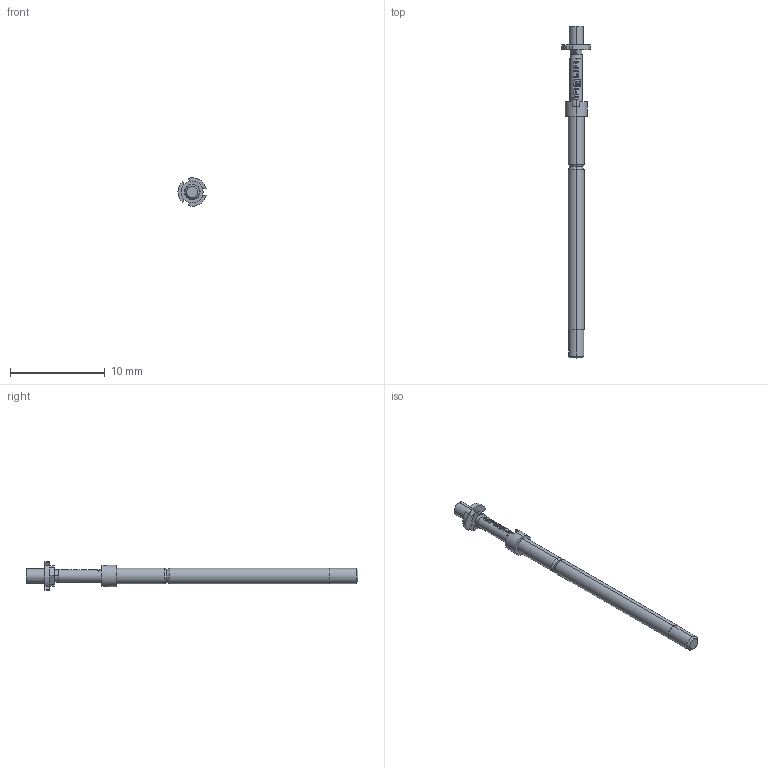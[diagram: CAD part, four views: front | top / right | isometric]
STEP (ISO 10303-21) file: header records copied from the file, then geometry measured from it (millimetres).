
FILE_DESCRIPTION (( 'STEP AP203' ), '1' );
FILE_NAME ('INGUN_T-912_302_150_200_300Axx02M.STEP', '2023-08-31T11:49:03', ( '' ), ( '' ), 'SwSTEP 2.0', 'SolidWorks 2021', '' );
FILE_SCHEMA (( 'CONFIG_CONTROL_DESIGN' ));
Length unit declared in the file: millimetre
Products named in the file (1): INGUN_T-912_302_150_200_300Axx02M
Bounding box: 2.96 x 35 x 3 mm (x, y, z)
Volume: 73.5 mm3; surface area: 199.9 mm2
Topology: 1 solids, 1 shells, 130 faces, 360 edges, 236 vertices
Faces by surface type: plane 74, cylinder 26, bspline 22, torus 4, cone 4
Entity records: 4521 total; most frequent: CARTESIAN_POINT 1247, ORIENTED_EDGE 720, DIRECTION 606, EDGE_CURVE 360, VERTEX_POINT 236, AXIS2_PLACEMENT_3D 223, LINE 160, VECTOR 160
